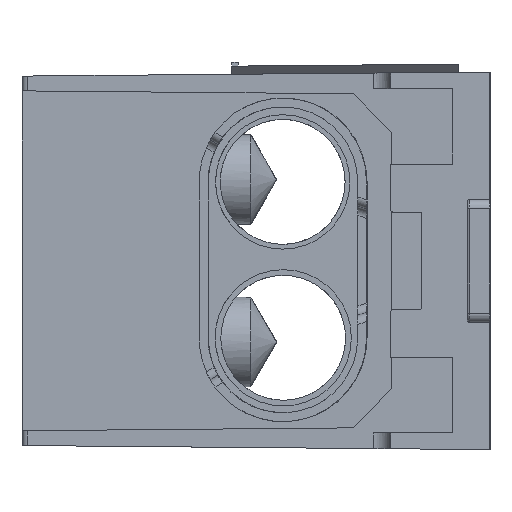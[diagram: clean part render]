
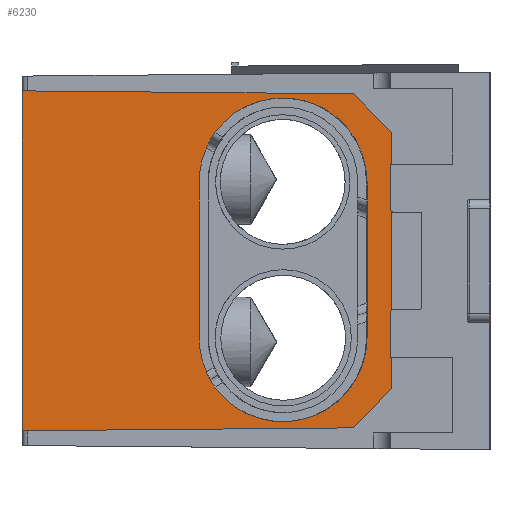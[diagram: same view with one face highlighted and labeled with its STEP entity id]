
A CAD part, left-side view. The second image highlights one B-rep face of the part: STEP entity #6230.
In plain terms, the highlighted planar face has unit normal (-1, 0.009, 0).
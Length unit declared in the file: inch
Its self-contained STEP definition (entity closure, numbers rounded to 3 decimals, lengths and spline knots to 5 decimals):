
#617 = VECTOR ( 'NONE', #4344, 39.37008 ) ;
#650 = VECTOR ( 'NONE', #4451, 39.37008 ) ;
#926 = VECTOR ( 'NONE', #5190, 39.37008 ) ;
#1133 = AXIS2_PLACEMENT_3D ( 'NONE', #5780, #5781, #5782 ) ;
#1144 = CIRCLE ( 'NONE', #1149, 0.5675 ) ;
#1148 = CIRCLE ( 'NONE', #1151, 0.5675 ) ;
#1149 = AXIS2_PLACEMENT_3D ( 'NONE', #5871, #5872, #5873 ) ;
#1151 = AXIS2_PLACEMENT_3D ( 'NONE', #5874, #5875, #5876 ) ;
#1424 = CARTESIAN_POINT ( 'NONE',  ( -1.4099, 0.88674, -1.09303 ) ) ;
#1425 = DIRECTION ( 'NONE',  ( -0.006, -0.701, 0.713 ) ) ;
#1513 = CARTESIAN_POINT ( 'NONE',  ( -1.39, 3.168, 1.278 ) ) ;
#1514 = DIRECTION ( 'NONE',  ( 0., 0., 1. ) ) ;
#1708 = CARTESIAN_POINT ( 'NONE',  ( -1.39, 3.168, 1.15036 ) ) ;
#1709 = CARTESIAN_POINT ( 'NONE',  ( -1.39, 3.168, -1.15036 ) ) ;
#1765 = EDGE_CURVE ( 'NONE', #2119, #2118, #3274, .T. ) ;
#1800 = EDGE_CURVE ( 'NONE', #1932, #1931, #3301, .T. ) ;
#1931 = VERTEX_POINT ( 'NONE', #1708 ) ;
#1932 = VERTEX_POINT ( 'NONE', #1709 ) ;
#2013 = VERTEX_POINT ( 'NONE', #3936 ) ;
#2016 = VERTEX_POINT ( 'NONE', #3939 ) ;
#2027 = VERTEX_POINT ( 'NONE', #3950 ) ;
#2028 = VERTEX_POINT ( 'NONE', #3951 ) ;
#2087 = VERTEX_POINT ( 'NONE', #4010 ) ;
#2118 = VERTEX_POINT ( 'NONE', #4041 ) ;
#2119 = VERTEX_POINT ( 'NONE', #4042 ) ;
#2159 = VERTEX_POINT ( 'NONE', #4082 ) ;
#2531 = EDGE_CURVE ( 'NONE', #2027, #2028, #3432, .T. ) ;
#2568 = EDGE_CURVE ( 'NONE', #2159, #2118, #3465, .T. ) ;
#3274 = LINE ( 'NONE', #1424, #4945 ) ;
#3301 = LINE ( 'NONE', #1513, #8809 ) ;
#3432 = LINE ( 'NONE', #4343, #617 ) ;
#3465 = LINE ( 'NONE', #4450, #650 ) ;
#3677 = LINE ( 'NONE', #5189, #926 ) ;
#3805 = FACE_BOUND ( 'NONE', #9060, .T. ) ;
#3806 = FACE_OUTER_BOUND ( 'NONE', #9059, .T. ) ;
#3936 = CARTESIAN_POINT ( 'NONE',  ( -1.40047, 1.96731, 0.53424 ) ) ;
#3939 = CARTESIAN_POINT ( 'NONE',  ( -1.40047, 1.96731, -0.52127 ) ) ;
#3950 = CARTESIAN_POINT ( 'NONE',  ( -1.41038, 0.83235, 0.53424 ) ) ;
#3951 = CARTESIAN_POINT ( 'NONE',  ( -1.41038, 0.83235, -0.52127 ) ) ;
#4010 = CARTESIAN_POINT ( 'NONE',  ( -1.40956, 0.92612, 1.13079 ) ) ;
#4041 = CARTESIAN_POINT ( 'NONE',  ( -1.41185, 0.66385, -0.86621 ) ) ;
#4042 = CARTESIAN_POINT ( 'NONE',  ( -1.40958, 0.92383, -1.13077 ) ) ;
#4082 = CARTESIAN_POINT ( 'NONE',  ( -1.41185, 0.66385, 0.8685 ) ) ;
#4343 = CARTESIAN_POINT ( 'NONE',  ( -1.41038, 0.83235, -0.52127 ) ) ;
#4344 = DIRECTION ( 'NONE',  ( 0., 0., -1. ) ) ;
#4450 = CARTESIAN_POINT ( 'NONE',  ( -1.41185, 0.66385, 1.1285 ) ) ;
#4451 = DIRECTION ( 'NONE',  ( 0., 0., -1. ) ) ;
#4945 = VECTOR ( 'NONE', #1425, 39.37008 ) ;
#5189 = CARTESIAN_POINT ( 'NONE',  ( -1.39969, 2.05763, 2.26234 ) ) ;
#5190 = DIRECTION ( 'NONE',  ( 0.006, 0.707, 0.707 ) ) ;
#5779 = PLANE ( 'NONE',  #1133 ) ;
#5780 = CARTESIAN_POINT ( 'NONE',  ( -1.38998, 3.16956, 1.15037 ) ) ;
#5781 = DIRECTION ( 'NONE',  ( -1., 0.009, 0. ) ) ;
#5782 = DIRECTION ( 'NONE',  ( 0.009, 1., 0. ) ) ;
#5871 = CARTESIAN_POINT ( 'NONE',  ( -1.40543, 1.39983, -0.52127 ) ) ;
#5872 = DIRECTION ( 'NONE',  ( 1., -0.009, 0. ) ) ;
#5873 = DIRECTION ( 'NONE',  ( 0.009, 1., 0. ) ) ;
#5874 = CARTESIAN_POINT ( 'NONE',  ( -1.40543, 1.39983, 0.53424 ) ) ;
#5875 = DIRECTION ( 'NONE',  ( 1., -0.009, 0. ) ) ;
#5876 = DIRECTION ( 'NONE',  ( 0.009, 1., 0. ) ) ;
#6079 = EDGE_CURVE ( 'NONE', #2159, #2087, #3677, .T. ) ;
#6230 = ADVANCED_FACE ( 'NONE', ( #3805, #3806 ), #5779, .T. ) ;
#6249 = EDGE_CURVE ( 'NONE', #2028, #2016, #1144, .T. ) ;
#6250 = EDGE_CURVE ( 'NONE', #2013, #2027, #1148, .T. ) ;
#6313 = EDGE_CURVE ( 'NONE', #2016, #2013, #7110, .T. ) ;
#6314 = EDGE_CURVE ( 'NONE', #2119, #1932, #7111, .T. ) ;
#6315 = EDGE_CURVE ( 'NONE', #1931, #2087, #7112, .T. ) ;
#6650 = CARTESIAN_POINT ( 'NONE',  ( -1.40047, 1.96731, -0.52127 ) ) ;
#6651 = DIRECTION ( 'NONE',  ( 0., 0., 1. ) ) ;
#6652 = CARTESIAN_POINT ( 'NONE',  ( -1.41185, 0.66385, -1.1285 ) ) ;
#6653 = DIRECTION ( 'NONE',  ( 0.009, 1., -0.009 ) ) ;
#6654 = CARTESIAN_POINT ( 'NONE',  ( -1.38998, 3.16956, 1.15037 ) ) ;
#6655 = DIRECTION ( 'NONE',  ( -0.009, -1., -0.009 ) ) ;
#7110 = LINE ( 'NONE', #6650, #7480 ) ;
#7111 = LINE ( 'NONE', #6652, #7481 ) ;
#7112 = LINE ( 'NONE', #6654, #7483 ) ;
#7480 = VECTOR ( 'NONE', #6651, 39.37008 ) ;
#7481 = VECTOR ( 'NONE', #6653, 39.37008 ) ;
#7483 = VECTOR ( 'NONE', #6655, 39.37008 ) ;
#8809 = VECTOR ( 'NONE', #1514, 39.37008 ) ;
#9059 = EDGE_LOOP ( 'NONE', ( #9225, #9226, #9227, #9223, #9228, #9229 ) ) ;
#9060 = EDGE_LOOP ( 'NONE', ( #9221, #9222, #9218, #9224 ) ) ;
#9218 = ORIENTED_EDGE ( 'NONE', *, *, #6250, .T. ) ;
#9221 = ORIENTED_EDGE ( 'NONE', *, *, #6249, .T. ) ;
#9222 = ORIENTED_EDGE ( 'NONE', *, *, #6313, .T. ) ;
#9223 = ORIENTED_EDGE ( 'NONE', *, *, #1800, .F. ) ;
#9224 = ORIENTED_EDGE ( 'NONE', *, *, #2531, .T. ) ;
#9225 = ORIENTED_EDGE ( 'NONE', *, *, #2568, .F. ) ;
#9226 = ORIENTED_EDGE ( 'NONE', *, *, #6079, .T. ) ;
#9227 = ORIENTED_EDGE ( 'NONE', *, *, #6315, .F. ) ;
#9228 = ORIENTED_EDGE ( 'NONE', *, *, #6314, .F. ) ;
#9229 = ORIENTED_EDGE ( 'NONE', *, *, #1765, .T. ) ;
